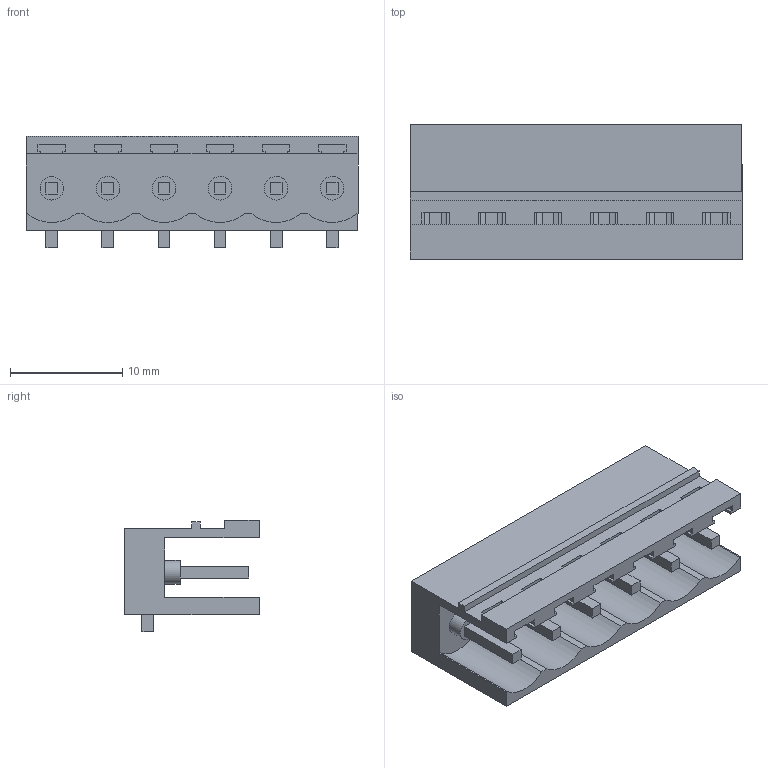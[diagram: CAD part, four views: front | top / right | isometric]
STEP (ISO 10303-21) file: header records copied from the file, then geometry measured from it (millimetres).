
FILE_DESCRIPTION(('CATIA V5 STEP Exchange','CAx-IF Rec.Pracs.--- Model Styling and Organization---1.4--- 2014-01-23'),'2;1');
FILE_NAME ('D1456387_1_1797660000_1797660000.stp','2022-05-10T09:55:02+00:00',('none'),('Weidmueller'),'CATIA Version 5-6 Release 2016 SP3 HF44','CATIA V5 STEP AP214','none');
FILE_SCHEMA(('AUTOMOTIVE_DESIGN { 1 0 10303 214 1 1 1 1 }'));
Length unit declared in the file: millimetre
Products named in the file (1): 1797660000
Bounding box: 29.6 x 12 x 9.93 mm (x, y, z)
Volume: 1349.2 mm3; surface area: 2506.5 mm2
Topology: 7 solids, 7 shells, 179 faces, 521 edges, 344 vertices
Faces by surface type: plane 161, cylinder 18
Entity records: 6346 total; most frequent: CARTESIAN_POINT 1587, ORIENTED_EDGE 1042, DIRECTION 793, EDGE_CURVE 521, VECTOR 485, LINE 485, VERTEX_POINT 344, EDGE_LOOP 191
